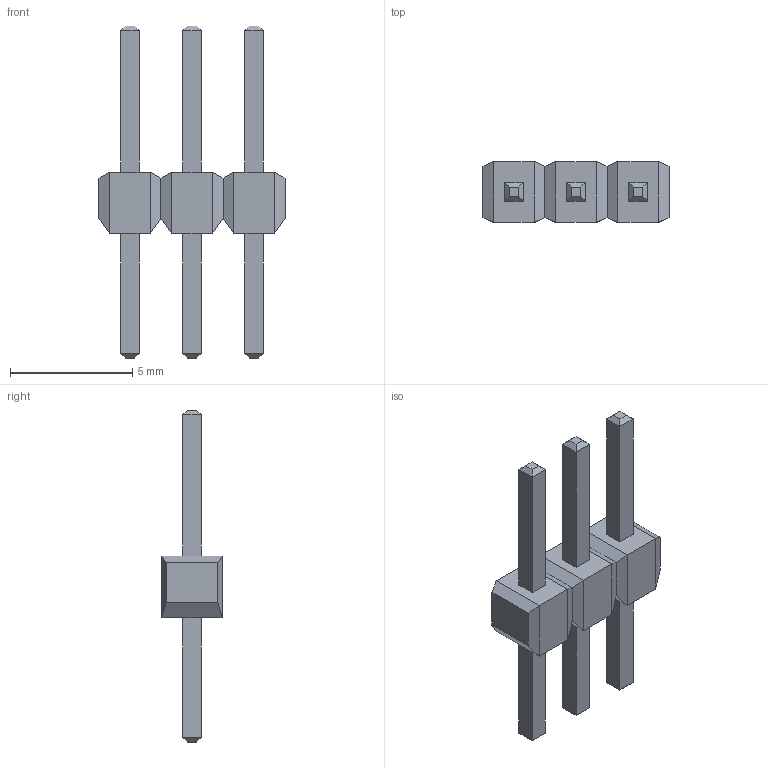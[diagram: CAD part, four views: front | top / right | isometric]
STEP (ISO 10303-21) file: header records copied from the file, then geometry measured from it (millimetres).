
FILE_DESCRIPTION(('STEP AP214'),'1');
FILE_NAME('CONN_PH1-03-UA_ADM','2025-04-01T07:43:45',(''),(''),'','','');
FILE_SCHEMA(('AUTOMOTIVE_DESIGN'));
Length unit declared in the file: millimetre
Products named in the file (1): product
Bounding box: 7.62 x 2.49 x 13.59 mm (x, y, z)
Volume: 63.1 mm3; surface area: 192.2 mm2
Topology: 7 solids, 7 shells, 98 faces, 196 edges, 112 vertices
Faces by surface type: plane 98
Entity records: 2470 total; most frequent: DIRECTION 394, ORIENTED_EDGE 392, CARTESIAN_POINT 211, EDGE_CURVE 196, LINE 196, VECTOR 196, VERTEX_POINT 112, AXIS2_PLACEMENT_3D 99
